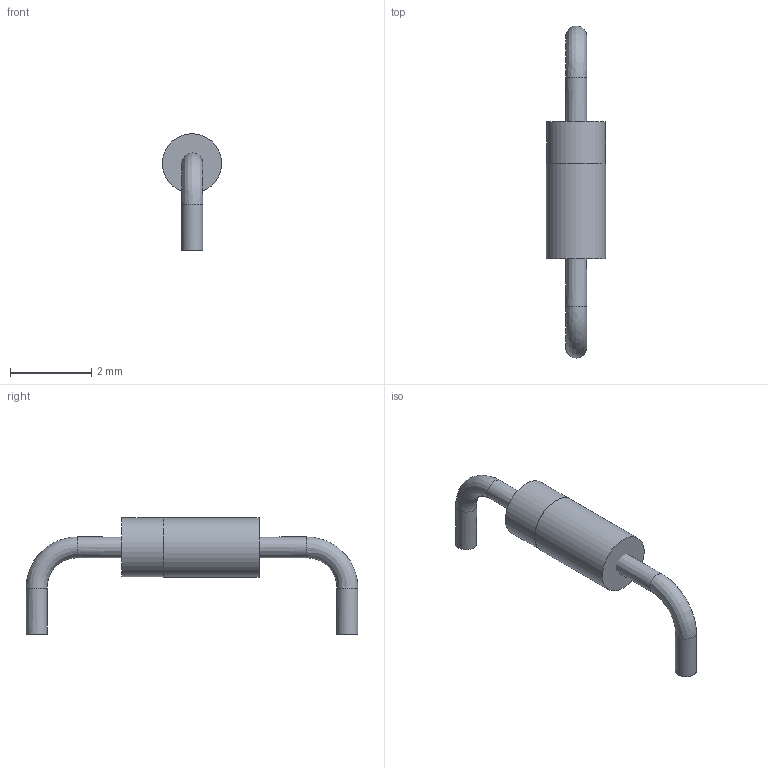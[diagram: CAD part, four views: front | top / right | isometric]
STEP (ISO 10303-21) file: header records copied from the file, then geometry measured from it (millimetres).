
FILE_DESCRIPTION(/* description */ (''),/* implementation_level */ '2;1');
FILE_NAME(/* name */ '1N4148 v2.step',/* time_stamp */ '2019-03-08T12:24:19+00:00',/* author */ ('adamshortuk'),/* organization */ (''),/* preprocessor_version */ 'ST-DEVELOPER v17.2',/* originating_system */ 'Autodesk Translation Framework v7.6.0.251',/* authorisation */ '');
FILE_SCHEMA (('AUTOMOTIVE_DESIGN { 1 0 10303 214 3 1 1 }'));
Length unit declared in the file: millimetre
Products named in the file (2): 1N4148; 1N4148_1
Assembly tree (1 placements, depth 2):
  1N4148
    1N4148_1
Bounding box: 1.46 x 8.15 x 2.86 mm (x, y, z)
Volume: 7.5 mm3; surface area: 38 mm2
Topology: 4 solids, 4 shells, 16 faces, 20 edges, 12 vertices
Faces by surface type: plane 8, bspline 6, cylinder 2
Full cylindrical faces by diameter (mm): 1.447 x1, 1.456 x1
Entity records: 755 total; most frequent: CARTESIAN_POINT 465, DIRECTION 48, ORIENTED_EDGE 40, AXIS2_PLACEMENT_3D 23, EDGE_CURVE 20, FACE_OUTER_BOUND 16, EDGE_LOOP 16, ADVANCED_FACE 16
